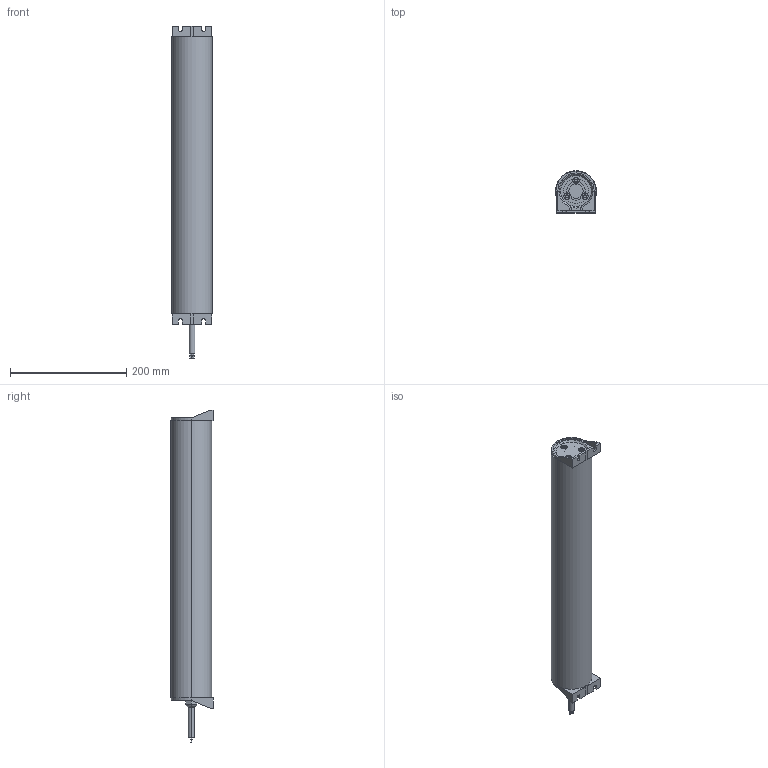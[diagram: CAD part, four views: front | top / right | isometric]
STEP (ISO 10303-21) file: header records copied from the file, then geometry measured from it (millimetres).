
FILE_DESCRIPTION((''),'2;1');
FILE_NAME('194186_ASM','2016-03-29T',('PDMAdmin'),(''),'PRO/ENGINEER BY PARAMETRIC TECHNOLOGY CORPORATION, 2013230','PRO/ENGINEER BY PARAMETRIC TECHNOLOGY CORPORATION, 2013230','');
FILE_SCHEMA(('CONFIG_CONTROL_DESIGN'));
Length unit declared in the file: millimetre
Products named in the file (14): 71288_END__; 71288_ENDCAP__; 71288_RUBBER_RING__; 71288_END___ASM; 71288_TUBE__; 71288_LIGHT__; 71288_END_WIRE__; 71288_ENDCAP_WIRE__; 71288_END_WIRE___ASM; 71288_STRAIN_RELIEF_1__; 71288_STRAIN_RELIEF_2__; 71288_ASM; HFF-CABLE_AF0; 194186_ASM
Assembly tree (14 placements, depth 4):
  194186_ASM
    71288_ASM
      71288_END___ASM
        71288_END__
        71288_ENDCAP__
        71288_RUBBER_RING__
      71288_TUBE__
      71288_LIGHT__
      71288_END_WIRE___ASM
        71288_END_WIRE__
        71288_ENDCAP_WIRE__
        71288_RUBBER_RING__
      71288_STRAIN_RELIEF_1__
      71288_STRAIN_RELIEF_2__
    HFF-CABLE_AF0
Bounding box: 70 x 72.25 x 570.8 mm (x, y, z)
Volume: 664085.1 mm3; surface area: 402159 mm2
Topology: 11 solids, 11 shells, 662 faces, 1867 edges, 1223 vertices
Faces by surface type: plane 493, cylinder 151, torus 12, cone 4, bspline 2
Entity records: 22100 total; most frequent: DIRECTION 3843, CARTESIAN_POINT 3830, ORIENTED_EDGE 3718, EDGE_CURVE 1859, AXIS2_PLACEMENT_3D 1288, VECTOR 1267, LINE 1267, VERTEX_POINT 1219
